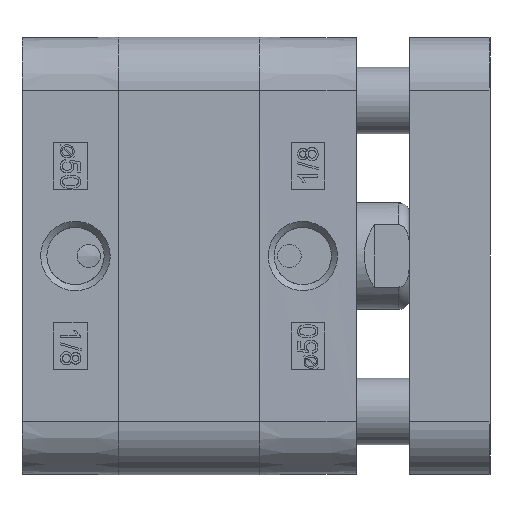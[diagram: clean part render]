
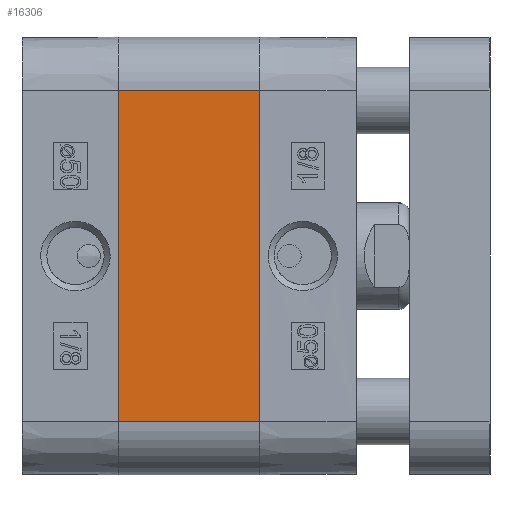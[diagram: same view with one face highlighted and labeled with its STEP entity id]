
A CAD part, left-side view. The second image highlights one B-rep face of the part: STEP entity #16306.
In plain terms, the highlighted planar face has unit normal (-1, 0, 0).
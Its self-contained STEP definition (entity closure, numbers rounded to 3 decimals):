
#12332=CARTESIAN_POINT('',(-32.75,-21.0,24.75));
#12333=VERTEX_POINT('',#12332);
#12340=CARTESIAN_POINT('',(-32.75,-21.0,-24.75));
#12341=VERTEX_POINT('',#12340);
#12342=CARTESIAN_POINT('',(-32.75,-21.0,-24.75));
#12343=DIRECTION('',(0.0,0.0,1.0));
#12344=VECTOR('',#12343,49.5);
#12345=LINE('',#12342,#12344);
#12346=EDGE_CURVE('',#12341,#12333,#12345,.T.);
#16264=CARTESIAN_POINT('',(-32.75,0.0,-24.75));
#16265=VERTEX_POINT('',#16264);
#16266=CARTESIAN_POINT('',(-32.75,0.0,-24.75));
#16267=DIRECTION('',(0.0,-1.0,0.0));
#16268=VECTOR('',#16267,21.0);
#16269=LINE('',#16266,#16268);
#16270=EDGE_CURVE('',#16265,#12341,#16269,.T.);
#16283=CARTESIAN_POINT('',(-32.75,0.0,-24.75));
#16284=DIRECTION('',(-1.0,0.0,0.0));
#16285=DIRECTION('',(0.0,0.0,1.0));
#16286=AXIS2_PLACEMENT_3D('',#16283,#16284,#16285);
#16287=PLANE('',#16286);
#16288=ORIENTED_EDGE('',*,*,#12346,.T.);
#16289=CARTESIAN_POINT('',(-32.75,0.0,24.75));
#16290=VERTEX_POINT('',#16289);
#16291=CARTESIAN_POINT('',(-32.75,0.0,24.75));
#16292=DIRECTION('',(0.0,-1.0,0.0));
#16293=VECTOR('',#16292,21.0);
#16294=LINE('',#16291,#16293);
#16295=EDGE_CURVE('',#16290,#12333,#16294,.T.);
#16296=ORIENTED_EDGE('',*,*,#16295,.F.);
#16297=CARTESIAN_POINT('',(-32.75,0.0,-24.75));
#16298=DIRECTION('',(0.0,0.0,1.0));
#16299=VECTOR('',#16298,49.5);
#16300=LINE('',#16297,#16299);
#16301=EDGE_CURVE('',#16265,#16290,#16300,.T.);
#16302=ORIENTED_EDGE('',*,*,#16301,.F.);
#16303=ORIENTED_EDGE('',*,*,#16270,.T.);
#16304=EDGE_LOOP('',(#16288,#16296,#16302,#16303));
#16305=FACE_OUTER_BOUND('',#16304,.T.);
#16306=ADVANCED_FACE('',(#16305),#16287,.T.);
